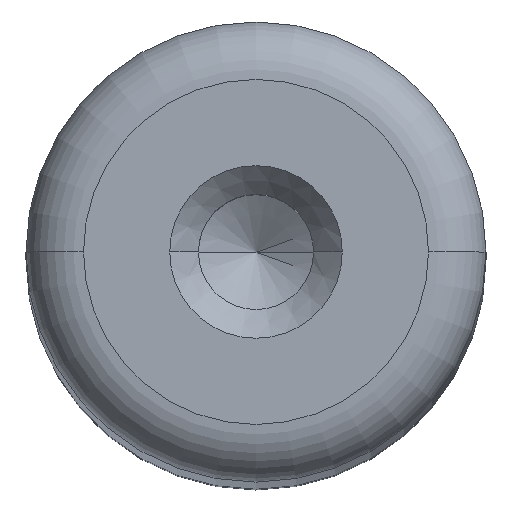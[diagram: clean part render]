
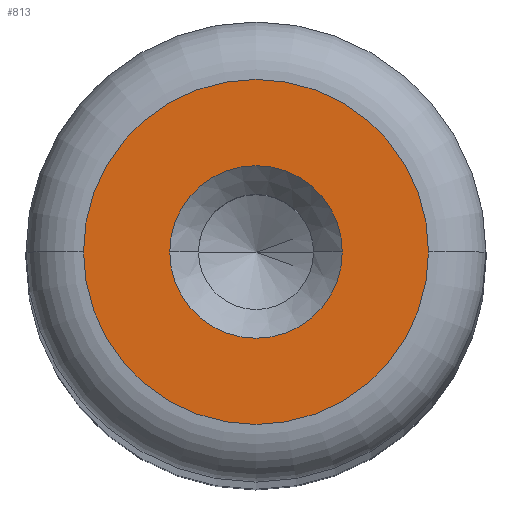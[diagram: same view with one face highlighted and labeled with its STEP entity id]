
A CAD part, top view. The second image highlights one B-rep face of the part: STEP entity #813.
In plain terms, the highlighted planar face has unit normal (0, 0, 1).
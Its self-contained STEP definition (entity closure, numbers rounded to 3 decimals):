
#4 = CIRCLE ( 'NONE', #1454, 1.5 ) ;
#70 = CARTESIAN_POINT ( 'NONE',  ( 3., 0., 80. ) ) ;
#138 = EDGE_CURVE ( 'NONE', #1208, #588, #4, .T. ) ;
#248 = ORIENTED_EDGE ( 'NONE', *, *, #138, .F. ) ;
#310 = DIRECTION ( 'NONE',  ( 0., 0., 1. ) ) ;
#352 = DIRECTION ( 'NONE',  ( 1., 0., 0. ) ) ;
#359 = DIRECTION ( 'NONE',  ( 0., 0., 1. ) ) ;
#410 = CARTESIAN_POINT ( 'NONE',  ( 0., 0., 80. ) ) ;
#450 = ORIENTED_EDGE ( 'NONE', *, *, #696, .T. ) ;
#471 = CARTESIAN_POINT ( 'NONE',  ( 0., 0., 80. ) ) ;
#528 = DIRECTION ( 'NONE',  ( 1., 0., 0. ) ) ;
#537 = AXIS2_PLACEMENT_3D ( 'NONE', #1305, #596, #1421 ) ;
#542 = CARTESIAN_POINT ( 'NONE',  ( -1.5, 0., 80. ) ) ;
#547 = FACE_OUTER_BOUND ( 'NONE', #975, .T. ) ;
#563 = VERTEX_POINT ( 'NONE', #1243 ) ;
#588 = VERTEX_POINT ( 'NONE', #542 ) ;
#596 = DIRECTION ( 'NONE',  ( 0., 0., 1. ) ) ;
#655 = CARTESIAN_POINT ( 'NONE',  ( 0., 0., 80. ) ) ;
#696 = EDGE_CURVE ( 'NONE', #563, #815, #1067, .T. ) ;
#764 = CIRCLE ( 'NONE', #537, 1.5 ) ;
#777 = DIRECTION ( 'NONE',  ( 1., 0., 0. ) ) ;
#813 = ADVANCED_FACE ( 'NONE', ( #1171, #547 ), #897, .T. ) ;
#815 = VERTEX_POINT ( 'NONE', #70 ) ;
#818 = AXIS2_PLACEMENT_3D ( 'NONE', #1491, #310, #1143 ) ;
#835 = ORIENTED_EDGE ( 'NONE', *, *, #1047, .T. ) ;
#845 = AXIS2_PLACEMENT_3D ( 'NONE', #410, #1233, #528 ) ;
#897 = PLANE ( 'NONE',  #818 ) ;
#938 = CIRCLE ( 'NONE', #1521, 3. ) ;
#975 = EDGE_LOOP ( 'NONE', ( #835, #450 ) ) ;
#1047 = EDGE_CURVE ( 'NONE', #815, #563, #938, .T. ) ;
#1067 = CIRCLE ( 'NONE', #845, 3. ) ;
#1143 = DIRECTION ( 'NONE',  ( 1., 0., 0. ) ) ;
#1171 = FACE_BOUND ( 'NONE', #1184, .T. ) ;
#1178 = EDGE_CURVE ( 'NONE', #588, #1208, #764, .T. ) ;
#1184 = EDGE_LOOP ( 'NONE', ( #248, #1284 ) ) ;
#1193 = CARTESIAN_POINT ( 'NONE',  ( 1.5, 0., 80. ) ) ;
#1208 = VERTEX_POINT ( 'NONE', #1193 ) ;
#1233 = DIRECTION ( 'NONE',  ( 0., 0., 1. ) ) ;
#1243 = CARTESIAN_POINT ( 'NONE',  ( -3., 0., 80. ) ) ;
#1284 = ORIENTED_EDGE ( 'NONE', *, *, #1178, .F. ) ;
#1305 = CARTESIAN_POINT ( 'NONE',  ( 0., 0., 80. ) ) ;
#1421 = DIRECTION ( 'NONE',  ( 1., 0., 0. ) ) ;
#1454 = AXIS2_PLACEMENT_3D ( 'NONE', #471, #359, #352 ) ;
#1475 = DIRECTION ( 'NONE',  ( 0., 0., 1. ) ) ;
#1491 = CARTESIAN_POINT ( 'NONE',  ( 0., 0., 80. ) ) ;
#1521 = AXIS2_PLACEMENT_3D ( 'NONE', #655, #1475, #777 ) ;
